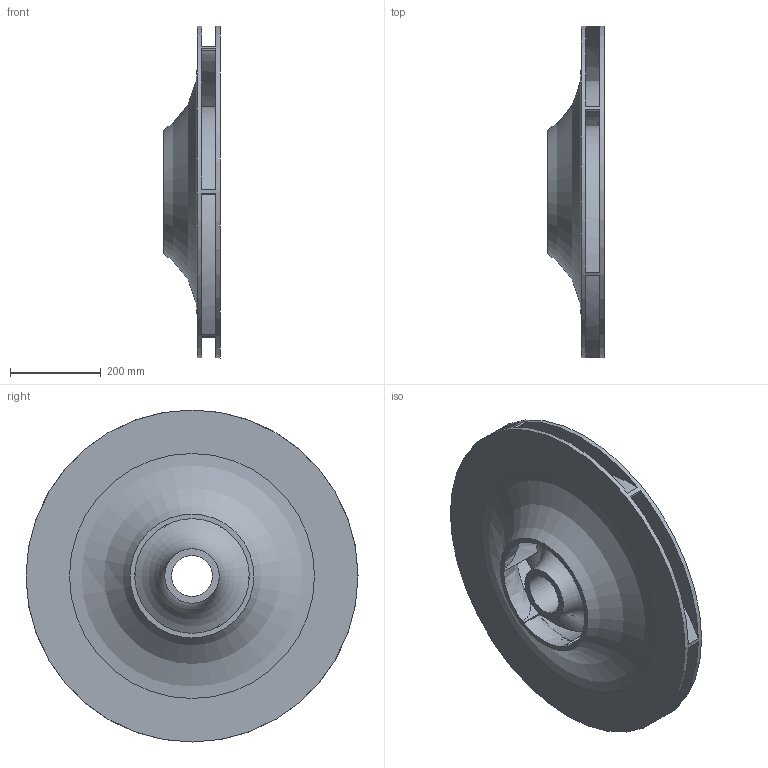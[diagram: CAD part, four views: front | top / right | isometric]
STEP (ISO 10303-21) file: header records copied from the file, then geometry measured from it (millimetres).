
FILE_DESCRIPTION(('Open CASCADE Model'),'2;1');
FILE_NAME('Open CASCADE Shape Model','2025-05-27T22:38:32',('Author'),( 'Open CASCADE'),'Open CASCADE STEP processor 7.7','Open CASCADE 7.7' ,'Unknown');
FILE_SCHEMA(('AUTOMOTIVE_DESIGN { 1 0 10303 214 1 1 1 1 }'));
Length unit declared in the file: millimetre
Products named in the file (1): Open CASCADE STEP translator 7.7 12
Bounding box: 124.55 x 730.1 x 730.1 mm (x, y, z)
Volume: 13149713.9 mm3; surface area: 1915812.3 mm2
Topology: 1 solids, 1 shells, 49 faces, 153 edges, 102 vertices
Faces by surface type: plane 28, extrusion 12, revolution 4, torus 3, cylinder 2
Full cylindrical faces by diameter (mm): 90 x1, 730.1 x1
Entity records: 32129 total; most frequent: CARTESIAN_POINT 29504, DIRECTION 330, ORIENTED_EDGE 306, PCURVE 306, DEFINITIONAL_REPRESENTATION 306, B_SPLINE_CURVE_WITH_KNOTS 257, VECTOR 179, LINE 167
